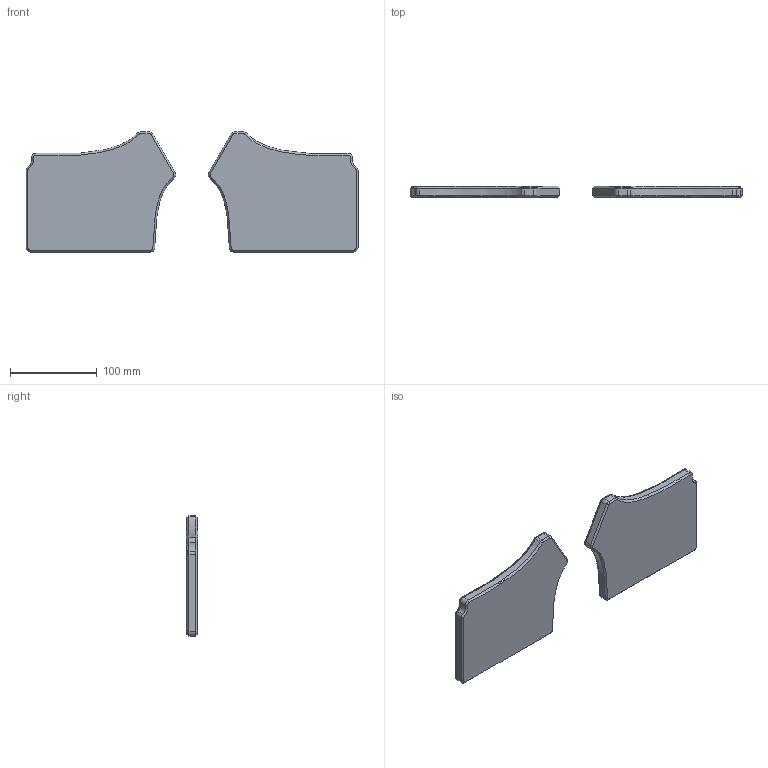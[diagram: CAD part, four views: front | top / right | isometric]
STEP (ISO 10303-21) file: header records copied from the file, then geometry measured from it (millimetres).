
FILE_DESCRIPTION (( 'STEP AP214' ), '1' );
FILE_NAME ('RedoxWirelessRev1.0Test.STEP', '2020-06-20T09:53:17', ( '' ), ( '' ), 'SwSTEP 2.0', 'SolidWorks 2020', '' );
FILE_SCHEMA (( 'AUTOMOTIVE_DESIGN' ));
Length unit declared in the file: millimetre
Products named in the file (1): RedoxWirelessRev1.0Test
Bounding box: 382.82 x 13 x 138.38 mm (x, y, z)
Volume: 177924.7 mm3; surface area: 161909.1 mm2
Topology: 4 solids, 4 shells, 1173 faces, 3361 edges, 2208 vertices
Faces by surface type: plane 936, cylinder 152, bspline 38, cone 28, torus 17, sphere 2
Entity records: 43026 total; most frequent: CARTESIAN_POINT 11050, ORIENTED_EDGE 6718, DIRECTION 5858, EDGE_CURVE 3359, VECTOR 2884, LINE 2884, VERTEX_POINT 2208, AXIS2_PLACEMENT_3D 1487
